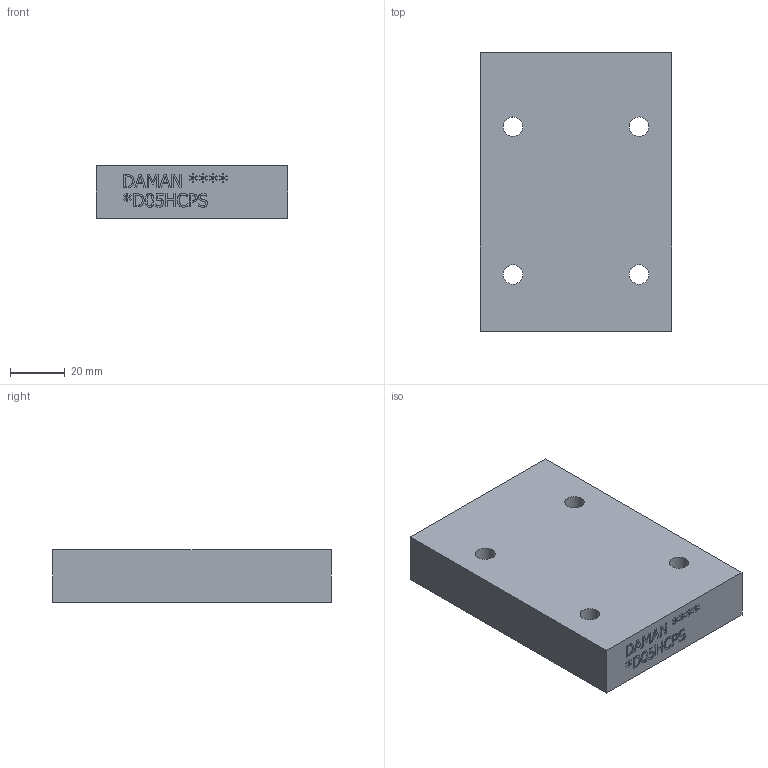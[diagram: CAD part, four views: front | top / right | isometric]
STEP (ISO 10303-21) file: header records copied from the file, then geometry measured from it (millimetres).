
FILE_DESCRIPTION(/* description */ (''),/* implementation_level */ '2;1');
FILE_NAME(/* name */ '_D05HCPS.stp',/* time_stamp */ '2021-12-16T07:40:33-05:00',/* author */ ('jrf'),/* organization */ (''),/* preprocessor_version */ 'ST-DEVELOPER v18.1',/* originating_system */ 'Autodesk Inventor 2022',/* authorisation */ '');
FILE_SCHEMA (('AUTOMOTIVE_DESIGN { 1 0 10303 214 3 1 1 }'));
Length unit declared in the file: millimetre
Products named in the file (1): Part_DD05HCPS_3D
Bounding box: 69.85 x 101.6 x 19.05 mm (x, y, z)
Volume: 129318.6 mm3; surface area: 22873.5 mm2
Topology: 1 solids, 1 shells, 321 faces, 861 edges, 573 vertices
Faces by surface type: plane 221, bspline 81, cylinder 16, cone 3
Full cylindrical faces by diameter (mm): 7.137 x4, 10.719 x3, 11.125 x1, 15.875 x6
Entity records: 10654 total; most frequent: CARTESIAN_POINT 2806, ORIENTED_EDGE 1716, DIRECTION 1210, EDGE_CURVE 858, LINE 664, VECTOR 664, VERTEX_POINT 573, EDGE_LOOP 363
